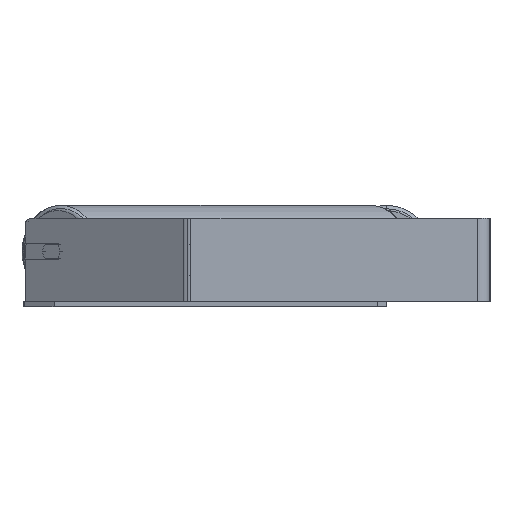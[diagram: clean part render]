
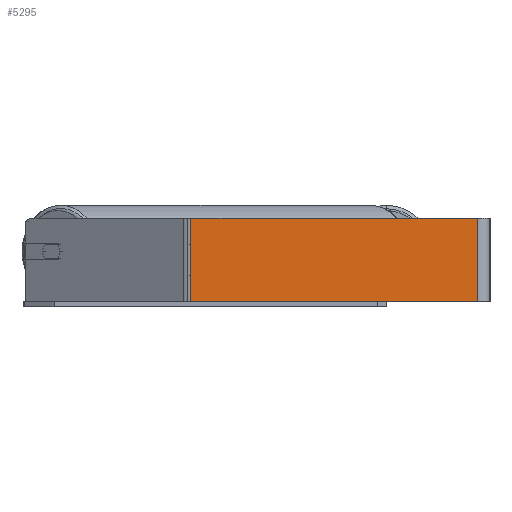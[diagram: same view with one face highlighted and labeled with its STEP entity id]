
A CAD part, left-side view. The second image highlights one B-rep face of the part: STEP entity #5295.
In plain terms, the highlighted planar face has unit normal (-1, 0, 0).
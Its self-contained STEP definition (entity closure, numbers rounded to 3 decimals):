
#59 = DIRECTION ( 'NONE',  ( 1., 0., 0. ) ) ;
#154 = PLANE ( 'NONE',  #890 ) ;
#239 = ORIENTED_EDGE ( 'NONE', *, *, #7588, .F. ) ;
#823 = CARTESIAN_POINT ( 'NONE',  ( -840., 288.153, 40. ) ) ;
#874 = CARTESIAN_POINT ( 'NONE',  ( -840., 12., -40. ) ) ;
#890 = AXIS2_PLACEMENT_3D ( 'NONE', #2843, #59, #5879 ) ;
#1301 = DIRECTION ( 'NONE',  ( 0., -1., 0. ) ) ;
#1384 = CARTESIAN_POINT ( 'NONE',  ( -840., 291.937, 40. ) ) ;
#1393 = ORIENTED_EDGE ( 'NONE', *, *, #8419, .T. ) ;
#1669 = CARTESIAN_POINT ( 'NONE',  ( -840., 12., 40. ) ) ;
#1973 = VERTEX_POINT ( 'NONE', #4401 ) ;
#2466 = VERTEX_POINT ( 'NONE', #874 ) ;
#2843 = CARTESIAN_POINT ( 'NONE',  ( -840., 291.937, 40. ) ) ;
#2900 = VECTOR ( 'NONE', #3353, 1000. ) ;
#2983 = FACE_OUTER_BOUND ( 'NONE', #9124, .T. ) ;
#3167 = CARTESIAN_POINT ( 'NONE',  ( -840., 288.153, 40. ) ) ;
#3353 = DIRECTION ( 'NONE',  ( 0., 0., -1. ) ) ;
#3738 = DIRECTION ( 'NONE',  ( 0., 0., -1. ) ) ;
#4401 = CARTESIAN_POINT ( 'NONE',  ( -840., 288.153, -40. ) ) ;
#4562 = VERTEX_POINT ( 'NONE', #823 ) ;
#4678 = LINE ( 'NONE', #3167, #2900 ) ;
#4792 = CARTESIAN_POINT ( 'NONE',  ( -840., 291.937, -40. ) ) ;
#4970 = LINE ( 'NONE', #1384, #6066 ) ;
#5141 = VERTEX_POINT ( 'NONE', #1669 ) ;
#5174 = CARTESIAN_POINT ( 'NONE',  ( -840., 12., 40. ) ) ;
#5268 = ORIENTED_EDGE ( 'NONE', *, *, #8824, .T. ) ;
#5295 = ADVANCED_FACE ( 'NONE', ( #2983 ), #154, .F. ) ;
#5879 = DIRECTION ( 'NONE',  ( 0., 0., -1. ) ) ;
#6066 = VECTOR ( 'NONE', #7168, 1000. ) ;
#7002 = LINE ( 'NONE', #4792, #8970 ) ;
#7168 = DIRECTION ( 'NONE',  ( 0., -1., 0. ) ) ;
#7353 = LINE ( 'NONE', #5174, #8210 ) ;
#7545 = ORIENTED_EDGE ( 'NONE', *, *, #8357, .F. ) ;
#7588 = EDGE_CURVE ( 'NONE', #4562, #5141, #4970, .T. ) ;
#8210 = VECTOR ( 'NONE', #3738, 1000. ) ;
#8357 = EDGE_CURVE ( 'NONE', #5141, #2466, #7353, .T. ) ;
#8419 = EDGE_CURVE ( 'NONE', #4562, #1973, #4678, .T. ) ;
#8824 = EDGE_CURVE ( 'NONE', #1973, #2466, #7002, .T. ) ;
#8970 = VECTOR ( 'NONE', #1301, 1000. ) ;
#9124 = EDGE_LOOP ( 'NONE', ( #5268, #7545, #239, #1393 ) ) ;
